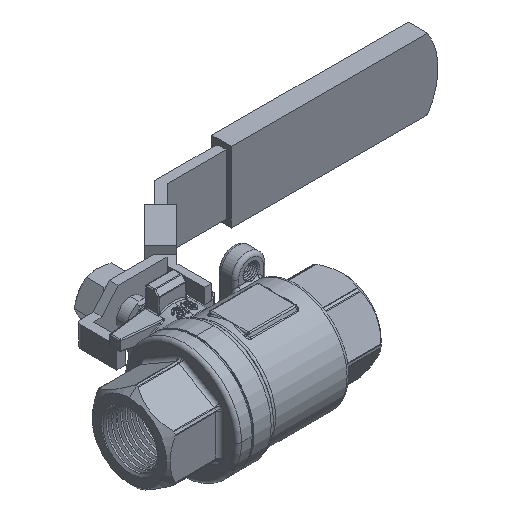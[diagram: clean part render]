
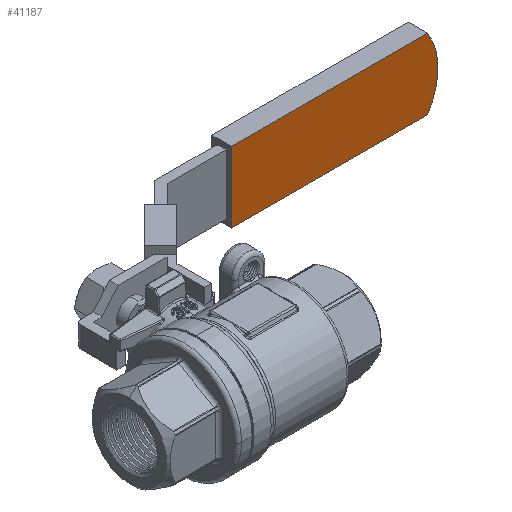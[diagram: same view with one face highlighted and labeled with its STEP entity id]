
A CAD part, isometric view. The second image highlights one B-rep face of the part: STEP entity #41187.
In plain terms, the highlighted planar face has unit normal (0, -1, 0).
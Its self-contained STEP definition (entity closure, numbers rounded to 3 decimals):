
#40372=DIRECTION('',(0.,0.,1.));
#40373=VECTOR('',#40372,20.);
#40374=CARTESIAN_POINT('',(45.052,25.6,-10.));
#40375=LINE('',#40374,#40373);
#40376=DIRECTION('',(1.,0.,0.));
#40377=VECTOR('',#40376,55.512);
#40378=CARTESIAN_POINT('',(45.052,25.6,10.));
#40379=LINE('',#40378,#40377);
#40380=CARTESIAN_POINT('',(85.,25.6,0.));
#40381=DIRECTION('',(0.,1.,0.));
#40382=DIRECTION('',(0.841,0.,0.541));
#40383=AXIS2_PLACEMENT_3D('',#40380,#40381,#40382);
#40385=DIRECTION('',(-1.,0.,0.));
#40386=VECTOR('',#40385,55.512);
#40387=CARTESIAN_POINT('',(100.564,25.6,-10.));
#40388=LINE('',#40387,#40386);
#40662=CARTESIAN_POINT('',(45.052,25.6,-10.));
#40663=CARTESIAN_POINT('',(45.052,25.6,10.));
#40664=VERTEX_POINT('',#40662);
#40665=VERTEX_POINT('',#40663);
#40666=CARTESIAN_POINT('',(100.564,25.6,10.));
#40667=VERTEX_POINT('',#40666);
#40668=CARTESIAN_POINT('',(100.564,25.6,-10.));
#40669=VERTEX_POINT('',#40668);
#41173=CARTESIAN_POINT('',(0.,25.6,-108.255));
#41174=DIRECTION('',(0.,1.,0.));
#41175=DIRECTION('',(1.,0.,0.));
#41176=AXIS2_PLACEMENT_3D('',#41173,#41174,#41175);
#41177=PLANE('',#41176);
#41178=ORIENTED_EDGE('',*,*,#41155,.T.);
#41180=ORIENTED_EDGE('',*,*,#41179,.T.);
#41182=ORIENTED_EDGE('',*,*,#41181,.T.);
#41184=ORIENTED_EDGE('',*,*,#41183,.T.);
#41185=EDGE_LOOP('',(#41178,#41180,#41182,#41184));
#41186=FACE_OUTER_BOUND('',#41185,.F.);
#40384=CIRCLE('',#40383,18.5);
#41155=EDGE_CURVE('',#40664,#40665,#40375,.T.);
#41179=EDGE_CURVE('',#40665,#40667,#40379,.T.);
#41181=EDGE_CURVE('',#40667,#40669,#40384,.T.);
#41183=EDGE_CURVE('',#40669,#40664,#40388,.T.);
#41187=ADVANCED_FACE('',(#41186),#41177,.F.);
